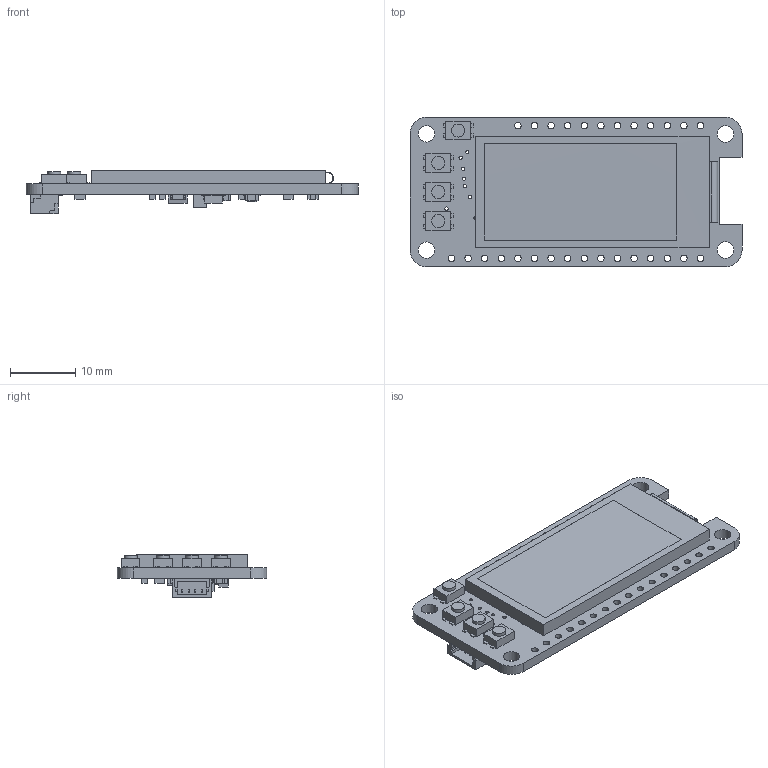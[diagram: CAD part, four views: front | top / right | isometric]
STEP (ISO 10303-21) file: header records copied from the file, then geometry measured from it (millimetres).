
FILE_DESCRIPTION(/* description */ (''),/* implementation_level */ '2;1');
FILE_NAME(/* name */ 'PCB Component.step',/* time_stamp */ '2022-10-14T14:53:56-04:00',/* author */ (''),/* organization */ (''),/* preprocessor_version */ 'ST-DEVELOPER v19',/* originating_system */ 'Autodesk Translation Framework v11.7.0.108',/* authorisation */ '');
FILE_SCHEMA (('AUTOMOTIVE_DESIGN { 1 0 10303 214 3 1 1 }'));
Length unit declared in the file: millimetre
Products named in the file (11): PCB Component; Board; 10uF/16V; 0.1uF; KMR2; APX803; OLED_128X64_SH1107; FAN5331SX; 10uH; MBR120; STEMMA_I2C_QT
Assembly tree (26 placements, depth 2):
  PCB Component
    Board
    10uF/16V  x5
    0.1uF  x10
    KMR2  x4
    APX803
    OLED_128X64_SH1107
    FAN5331SX
    10uH
    MBR120
    STEMMA_I2C_QT
Bounding box: 50.8 x 22.86 x 6.59 mm (x, y, z)
Volume: 3098 mm3; surface area: 4737.7 mm2
Topology: 46 solids, 46 shells, 702 faces, 1769 edges, 1166 vertices
Faces by surface type: plane 592, cylinder 110
Full cylindrical faces by diameter (mm): 0.5 x26, 1 x30, 2 x4, 2.5 x2, 2.54 x2
Entity records: 14035 total; most frequent: CARTESIAN_POINT 2298, DIRECTION 2242, ORIENTED_EDGE 2224, EDGE_CURVE 1112, LINE 898, VECTOR 898, VERTEX_POINT 728, AXIS2_PLACEMENT_3D 672
